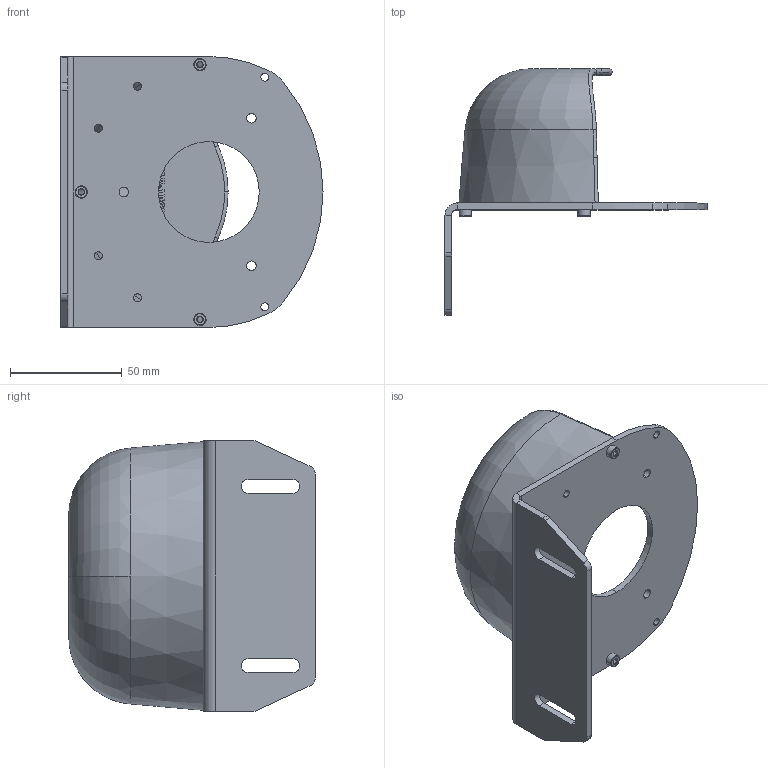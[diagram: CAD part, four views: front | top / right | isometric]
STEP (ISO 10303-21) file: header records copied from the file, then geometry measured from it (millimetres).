
FILE_DESCRIPTION (( 'STEP AP203' ), '1' );
FILE_NAME ('SCP3.STEP', '2013-05-16T07:52:15', ( 'Systemverwalter' ), ( 'CAPTRON Electronic GmbH' ), 'SwSTEP 2.0', 'SolidWorks 2011', '' );
FILE_SCHEMA (( 'CONFIG_CONTROL_DESIGN' ));
Length unit declared in the file: millimetre
Products named in the file (1): SCP3
Bounding box: 117.06 x 110.06 x 121 mm (x, y, z)
Surface area: 62231.8 mm2 (no closed solid volume)
Topology: 0 solids, 5 shells, 179 faces, 545 edges, 361 vertices
Faces by surface type: plane 71, cylinder 44, bspline 27, cone 20, torus 17
Entity records: 7735 total; most frequent: CARTESIAN_POINT 2889, DIRECTION 960, ORIENTED_EDGE 950, EDGE_CURVE 545, VERTEX_POINT 361, AXIS2_PLACEMENT_3D 340, LINE 280, VECTOR 280
